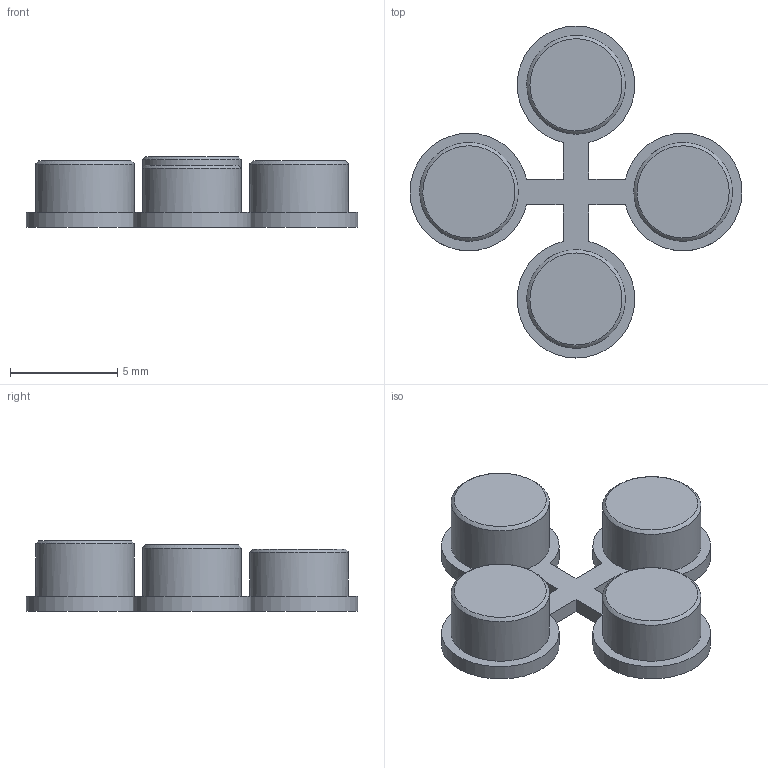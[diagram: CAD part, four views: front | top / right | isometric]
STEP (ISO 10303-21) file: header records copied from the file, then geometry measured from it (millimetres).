
FILE_DESCRIPTION(/* description */ (''),/* implementation_level */ '2;1');
FILE_NAME(/* name */ 'pepper-deck-5-game-buttons.step',/* time_stamp */ '2025-04-30T10:03:39+08:00',/* author */ (''),/* organization */ (''),/* preprocessor_version */ 'ST-DEVELOPER v20.1',/* originating_system */ 'Autodesk Translation Framework v14.4.0.0',/* authorisation */ '');
FILE_SCHEMA (('AUTOMOTIVE_DESIGN { 1 0 10303 214 3 1 1 }'));
Length unit declared in the file: millimetre
Products named in the file (1): pepper-deck
Bounding box: 15.5 x 15.5 x 3.3 mm (x, y, z)
Volume: 232.2 mm3; surface area: 397.4 mm2
Topology: 1 solids, 1 shells, 26 faces, 56 edges, 36 vertices
Faces by surface type: plane 14, cylinder 8, bspline 4
Full cylindrical faces by diameter (mm): 4.6 x4
Entity records: 1604 total; most frequent: CARTESIAN_POINT 959, ORIENTED_EDGE 112, DIRECTION 102, EDGE_CURVE 56, VERTEX_POINT 36, AXIS2_PLACEMENT_3D 35, LINE 32, VECTOR 32
